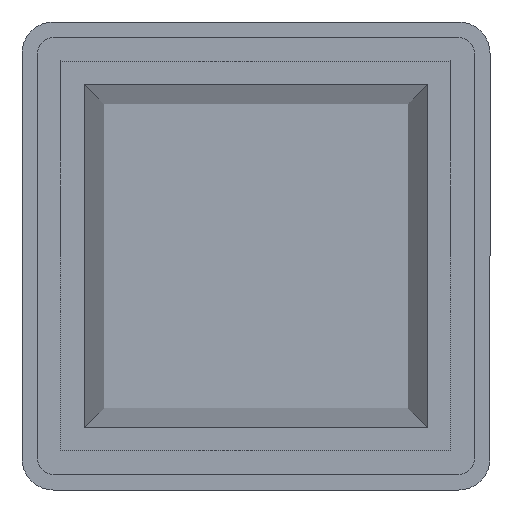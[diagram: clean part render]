
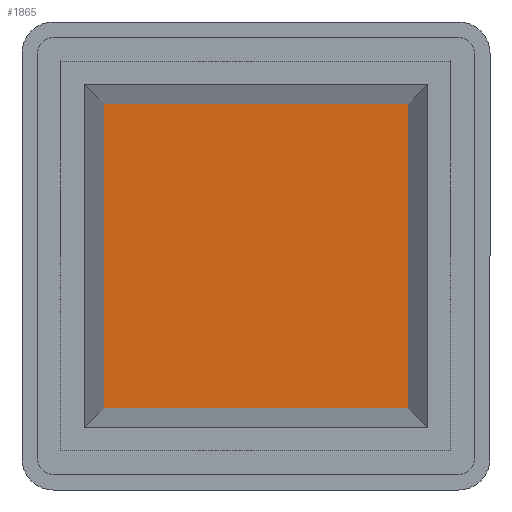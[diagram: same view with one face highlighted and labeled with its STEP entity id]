
A CAD part, front view. The second image highlights one B-rep face of the part: STEP entity #1865.
In plain terms, the highlighted planar face has unit normal (0, -1, 0).
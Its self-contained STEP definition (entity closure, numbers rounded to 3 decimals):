
#51 = CARTESIAN_POINT ( 'NONE',  ( -11., 2.1, -9.766 ) ) ;
#91 = PLANE ( 'NONE',  #1779 ) ;
#116 = DIRECTION ( 'NONE',  ( 0., 0., -1. ) ) ;
#143 = EDGE_CURVE ( 'NONE', #1323, #755, #1024, .T. ) ;
#159 = EDGE_CURVE ( 'NONE', #1514, #1323, #1249, .T. ) ;
#173 = CARTESIAN_POINT ( 'NONE',  ( -9.766, 2.1, 9.766 ) ) ;
#192 = CARTESIAN_POINT ( 'NONE',  ( 9.766, 2.1, 9.766 ) ) ;
#207 = DIRECTION ( 'NONE',  ( 0., 1., 0. ) ) ;
#257 = ORIENTED_EDGE ( 'NONE', *, *, #159, .T. ) ;
#368 = ORIENTED_EDGE ( 'NONE', *, *, #143, .T. ) ;
#390 = DIRECTION ( 'NONE',  ( 0., 0., 1. ) ) ;
#643 = CARTESIAN_POINT ( 'NONE',  ( 9.766, 2.1, -9.766 ) ) ;
#724 = DIRECTION ( 'NONE',  ( 0., 0., 1. ) ) ;
#755 = VERTEX_POINT ( 'NONE', #643 ) ;
#862 = EDGE_CURVE ( 'NONE', #755, #1562, #872, .T. ) ;
#872 = LINE ( 'NONE', #1495, #1226 ) ;
#881 = EDGE_LOOP ( 'NONE', ( #1748, #1199, #257, #368 ) ) ;
#1008 = CARTESIAN_POINT ( 'NONE',  ( -11., 2.1, 9.766 ) ) ;
#1024 = LINE ( 'NONE', #51, #1423 ) ;
#1196 = DIRECTION ( 'NONE',  ( 1., 0., 0. ) ) ;
#1199 = ORIENTED_EDGE ( 'NONE', *, *, #1683, .T. ) ;
#1226 = VECTOR ( 'NONE', #390, 1000. ) ;
#1249 = LINE ( 'NONE', #2068, #1425 ) ;
#1323 = VERTEX_POINT ( 'NONE', #1355 ) ;
#1355 = CARTESIAN_POINT ( 'NONE',  ( -9.766, 2.1, -9.766 ) ) ;
#1423 = VECTOR ( 'NONE', #1196, 1000. ) ;
#1425 = VECTOR ( 'NONE', #116, 1000. ) ;
#1467 = VECTOR ( 'NONE', #1692, 1000. ) ;
#1495 = CARTESIAN_POINT ( 'NONE',  ( 9.766, 2.1, -11. ) ) ;
#1508 = LINE ( 'NONE', #1008, #1467 ) ;
#1514 = VERTEX_POINT ( 'NONE', #173 ) ;
#1533 = FACE_OUTER_BOUND ( 'NONE', #881, .T. ) ;
#1562 = VERTEX_POINT ( 'NONE', #192 ) ;
#1660 = CARTESIAN_POINT ( 'NONE',  ( 11., 2.1, 11. ) ) ;
#1683 = EDGE_CURVE ( 'NONE', #1562, #1514, #1508, .T. ) ;
#1692 = DIRECTION ( 'NONE',  ( -1., 0., 0. ) ) ;
#1748 = ORIENTED_EDGE ( 'NONE', *, *, #862, .T. ) ;
#1779 = AXIS2_PLACEMENT_3D ( 'NONE', #1660, #207, #724 ) ;
#1865 = ADVANCED_FACE ( 'NONE', ( #1533 ), #91, .F. ) ;
#2068 = CARTESIAN_POINT ( 'NONE',  ( -9.766, 2.1, -11. ) ) ;
